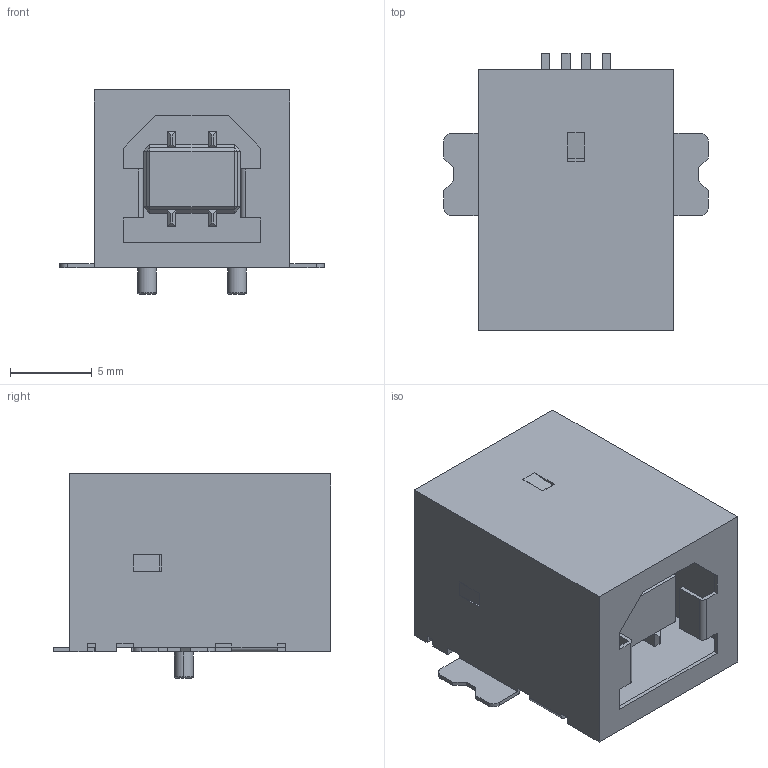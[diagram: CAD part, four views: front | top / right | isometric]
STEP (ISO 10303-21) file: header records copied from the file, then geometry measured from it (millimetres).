
FILE_DESCRIPTION (( 'STEP AP214' ), '1' );
FILE_NAME ('USB-B-SMD_U-B-M4SS-W-1.step', '2022-07-15T09:03:15', ( '' ), ( '' ), 'SwSTEP 2.0', 'SolidWorks 2020', '' );
FILE_SCHEMA (( 'AUTOMOTIVE_DESIGN' ));
Length unit declared in the file: millimetre
Products named in the file (1): USB-B-SMD_U-B-M4SS-W-1
Bounding box: 16.2 x 17 x 12.5 mm (x, y, z)
Volume: 1045.9 mm3; surface area: 2353.8 mm2
Topology: 21 solids, 21 shells, 583 faces, 1557 edges, 1020 vertices
Faces by surface type: plane 433, bspline 112, cylinder 34, torus 4
Entity records: 25569 total; most frequent: CARTESIAN_POINT 5265, ORIENTED_EDGE 3114, DIRECTION 2349, EDGE_CURVE 1557, VECTOR 1253, LINE 1253, VERTEX_POINT 1020, EDGE_LOOP 619
